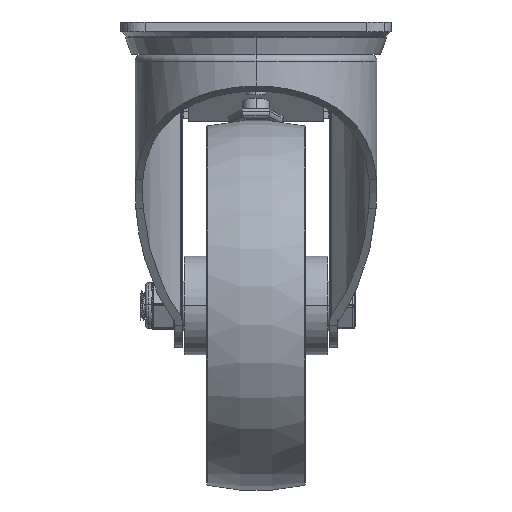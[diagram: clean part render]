
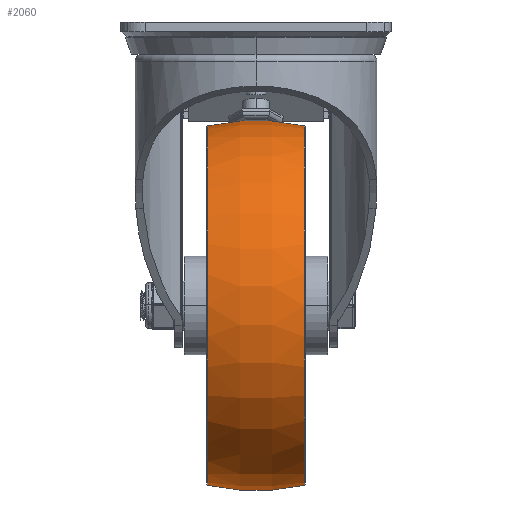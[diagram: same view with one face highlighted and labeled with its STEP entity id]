
A CAD part, left-side view. The second image highlights one B-rep face of the part: STEP entity #2060.
In plain terms, the highlighted toroidal (fillet/blend) face has major radius 15.014 mm and minor radius 90.014 mm.
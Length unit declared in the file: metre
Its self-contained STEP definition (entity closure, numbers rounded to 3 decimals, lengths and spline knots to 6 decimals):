
#2060=ADVANCED_FACE('1:2909',(#3356),#3357,.T.);
#3356=FACE_OUTER_BOUND('',#7304,.T.);
#3357=TOROIDAL_SURFACE('',#7305,-0.015014,0.090014);
#7304=EDGE_LOOP('',(#15424,#15425,#15426,#15427,#15428,#15429));
#7305=AXIS2_PLACEMENT_3D('',#15430,#15431,#15432);
#15424=ORIENTED_EDGE('',*,*,#19828,.F.);
#15425=ORIENTED_EDGE('',*,*,#19829,.T.);
#15426=ORIENTED_EDGE('',*,*,#19830,.T.);
#15427=ORIENTED_EDGE('',*,*,#19831,.F.);
#15428=ORIENTED_EDGE('',*,*,#19824,.F.);
#15429=ORIENTED_EDGE('',*,*,#19823,.F.);
#15430=CARTESIAN_POINT('',(0.,0.,0.0));
#15431=DIRECTION('',(0.,1.0,0.0));
#15432=DIRECTION('',(0.0,0.0,-1.0));
#19823=EDGE_CURVE('1:2984',#22486,#22489,#22490,.T.);
#19824=EDGE_CURVE('1:2984',#22489,#22491,#22492,.T.);
#19828=EDGE_CURVE('',#22498,#22486,#22499,.T.);
#19829=EDGE_CURVE('1:2981',#22498,#22500,#22501,.T.);
#19830=EDGE_CURVE('1:2981',#22500,#22502,#22503,.T.);
#19831=EDGE_CURVE('',#22491,#22502,#22504,.T.);
#22486=VERTEX_POINT('',#27481);
#22489=VERTEX_POINT('',#27484);
#22490=CIRCLE('',#27485,0.072838);
#22491=VERTEX_POINT('',#27486);
#22492=CIRCLE('',#27487,0.072838);
#22498=VERTEX_POINT('',#27493);
#22499=CIRCLE('',#27494,0.090014);
#22500=VERTEX_POINT('',#27495);
#22501=CIRCLE('',#27496,0.072838);
#22502=VERTEX_POINT('',#27497);
#22503=CIRCLE('',#27498,0.072838);
#22504=CIRCLE('',#27499,0.090014);
#27481=CARTESIAN_POINT('',(0.,0.019609,-0.072838));
#27484=CARTESIAN_POINT('',(-0.072838,0.019609,0.0));
#27485=AXIS2_PLACEMENT_3D('',#33671,#33672,#33673);
#27486=CARTESIAN_POINT('',(0.,0.019609,0.072838));
#27487=AXIS2_PLACEMENT_3D('',#33674,#33675,#33676);
#27493=CARTESIAN_POINT('',(0.,-0.019609,-0.072838));
#27494=AXIS2_PLACEMENT_3D('',#33686,#33687,#33688);
#27495=CARTESIAN_POINT('',(-0.072838,-0.019609,0.0));
#27496=AXIS2_PLACEMENT_3D('',#33689,#33690,#33691);
#27497=CARTESIAN_POINT('',(0.,-0.019609,0.072838));
#27498=AXIS2_PLACEMENT_3D('',#33692,#33693,#33694);
#27499=AXIS2_PLACEMENT_3D('',#33695,#33696,#33697);
#33671=CARTESIAN_POINT('',(0.,0.019609,0.0));
#33672=DIRECTION('',(0.,1.0,0.0));
#33673=DIRECTION('',(-1.0,0.,0.0));
#33674=CARTESIAN_POINT('',(0.,0.019609,0.0));
#33675=DIRECTION('',(0.,1.0,0.0));
#33676=DIRECTION('',(-1.0,0.,0.0));
#33686=CARTESIAN_POINT('',(0.,0.,0.015014));
#33687=DIRECTION('',(1.0,0.,0.));
#33688=DIRECTION('',(0.,0.,-1.0));
#33689=CARTESIAN_POINT('',(0.,-0.019609,0.0));
#33690=DIRECTION('',(0.,1.0,0.0));
#33691=DIRECTION('',(-1.0,0.,0.0));
#33692=CARTESIAN_POINT('',(0.,-0.019609,0.0));
#33693=DIRECTION('',(0.,1.0,0.0));
#33694=DIRECTION('',(-1.0,0.,0.0));
#33695=CARTESIAN_POINT('',(0.,0.,-0.015014));
#33696=DIRECTION('',(1.0,0.,0.));
#33697=DIRECTION('',(0.,0.,1.0));
